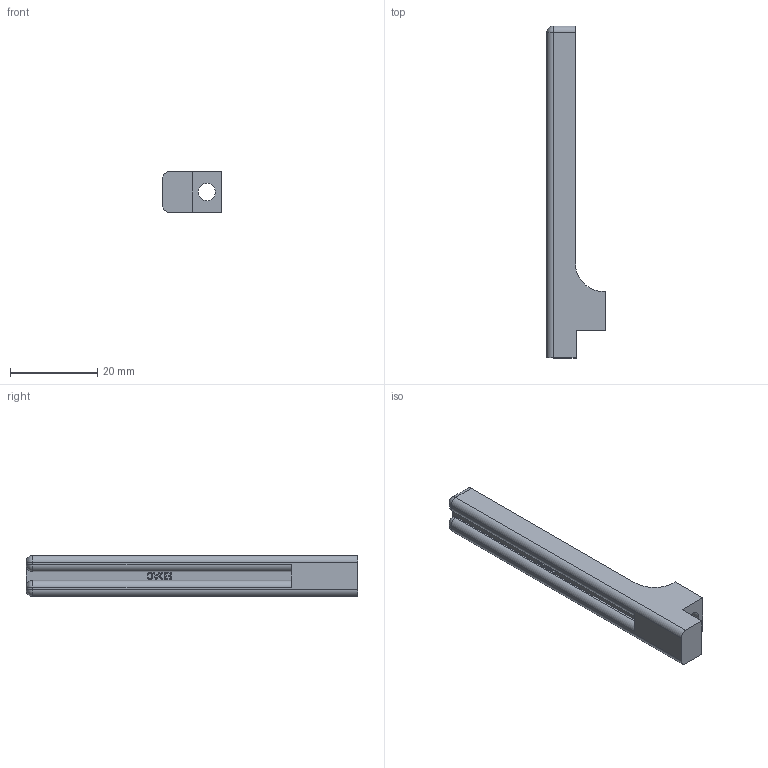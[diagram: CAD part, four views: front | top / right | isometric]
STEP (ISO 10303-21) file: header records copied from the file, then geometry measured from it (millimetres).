
FILE_DESCRIPTION (( 'STEP AP214' ), '1' );
FILE_NAME ('346-220-058.STEP', '2020-08-18T19:47:26', ( '' ), ( '' ), 'SwSTEP 2.0', 'SolidWorks 2020', '' );
FILE_SCHEMA (( 'AUTOMOTIVE_DESIGN' ));
Length unit declared in the file: inch
Products named in the file (1): 346-220-058
Bounding box: 13.41 x 76.2 x 9.4 mm (x, y, z)
Volume: 4370.3 mm3; surface area: 3321.4 mm2
Topology: 1 solids, 1 shells, 105 faces, 283 edges, 182 vertices
Faces by surface type: plane 65, cylinder 18, bspline 18, sphere 4
Entity records: 4339 total; most frequent: CARTESIAN_POINT 1755, ORIENTED_EDGE 558, DIRECTION 451, EDGE_CURVE 279, VECTOR 207, LINE 207, VERTEX_POINT 182, AXIS2_PLACEMENT_3D 122
